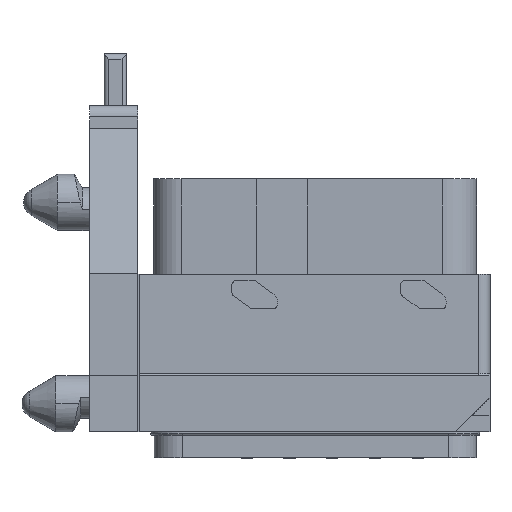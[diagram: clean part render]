
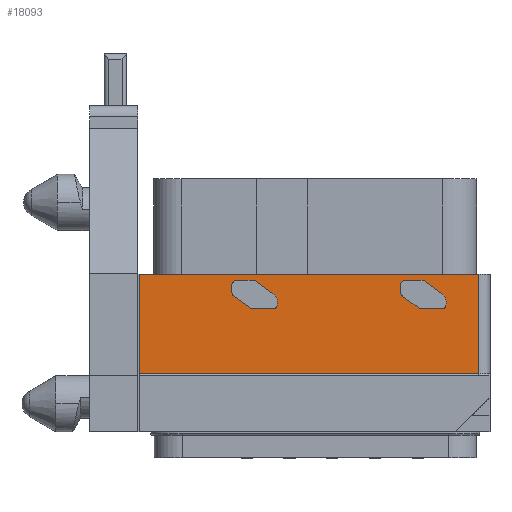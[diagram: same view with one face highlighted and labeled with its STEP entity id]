
A CAD part, front view. The second image highlights one B-rep face of the part: STEP entity #18093.
In plain terms, the highlighted planar face has unit normal (0, -1, 0).
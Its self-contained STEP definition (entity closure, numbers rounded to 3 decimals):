
#1952=DIRECTION('',(1.,0.,0.));
#1953=VECTOR('',#1952,30.2);
#1954=CARTESIAN_POINT('',(4.2,3.35,14.));
#1955=LINE('',#1954,#1953);
#2908=DIRECTION('',(-1.,0.,0.));
#2909=VECTOR('',#2908,30.2);
#2910=CARTESIAN_POINT('',(34.4,3.35,5.2));
#2911=LINE('',#2910,#2909);
#2912=DIRECTION('',(0.,0.,-1.));
#2913=VECTOR('',#2912,0.55);
#2914=CARTESIAN_POINT('',(12.45,3.35,13.));
#2915=LINE('',#2914,#2913);
#2916=DIRECTION('',(0.809,0.,-0.588));
#2917=VECTOR('',#2916,1.778);
#2918=CARTESIAN_POINT('',(12.656,3.35,12.045));
#2919=LINE('',#2918,#2917);
#2920=DIRECTION('',(1.,0.,0.));
#2921=VECTOR('',#2920,2.155);
#2922=CARTESIAN_POINT('',(14.095,3.35,11.));
#2923=LINE('',#2922,#2921);
#2924=CARTESIAN_POINT('',(16.25,3.35,11.2));
#2925=DIRECTION('',(0.,-1.,0.));
#2926=DIRECTION('',(0.,0.,-1.));
#2927=AXIS2_PLACEMENT_3D('',#2924,#2925,#2926);
#2929=CARTESIAN_POINT('',(15.507,3.35,11.496));
#2930=DIRECTION('',(0.,-1.,0.));
#2931=DIRECTION('',(0.929,0.,-0.37));
#2932=AXIS2_PLACEMENT_3D('',#2929,#2930,#2931);
#2934=DIRECTION('',(-0.809,0.,0.588));
#2935=VECTOR('',#2934,2.033);
#2936=CARTESIAN_POINT('',(16.095,3.35,12.305));
#2937=LINE('',#2936,#2935);
#2938=DIRECTION('',(-1.,0.,0.));
#2939=VECTOR('',#2938,1.5);
#2940=CARTESIAN_POINT('',(14.45,3.35,13.5));
#2941=LINE('',#2940,#2939);
#2942=CARTESIAN_POINT('',(12.95,3.35,13.));
#2943=DIRECTION('',(0.,-1.,0.));
#2944=DIRECTION('',(0.,0.,1.));
#2945=AXIS2_PLACEMENT_3D('',#2942,#2943,#2944);
#2947=DIRECTION('',(0.,0.,-1.));
#2948=VECTOR('',#2947,0.55);
#2949=CARTESIAN_POINT('',(27.45,3.35,13.));
#2950=LINE('',#2949,#2948);
#2951=DIRECTION('',(0.809,0.,-0.588));
#2952=VECTOR('',#2951,1.778);
#2953=CARTESIAN_POINT('',(27.656,3.35,12.045));
#2954=LINE('',#2953,#2952);
#2955=DIRECTION('',(1.,0.,0.));
#2956=VECTOR('',#2955,2.155);
#2957=CARTESIAN_POINT('',(29.095,3.35,11.));
#2958=LINE('',#2957,#2956);
#2959=CARTESIAN_POINT('',(31.25,3.35,11.2));
#2960=DIRECTION('',(0.,-1.,0.));
#2961=DIRECTION('',(0.,0.,-1.));
#2962=AXIS2_PLACEMENT_3D('',#2959,#2960,#2961);
#2964=CARTESIAN_POINT('',(30.507,3.35,11.496));
#2965=DIRECTION('',(0.,-1.,0.));
#2966=DIRECTION('',(0.929,0.,-0.37));
#2967=AXIS2_PLACEMENT_3D('',#2964,#2965,#2966);
#2969=DIRECTION('',(-0.809,0.,0.588));
#2970=VECTOR('',#2969,2.033);
#2971=CARTESIAN_POINT('',(31.095,3.35,12.305));
#2972=LINE('',#2971,#2970);
#2973=DIRECTION('',(-1.,0.,0.));
#2974=VECTOR('',#2973,1.5);
#2975=CARTESIAN_POINT('',(29.45,3.35,13.5));
#2976=LINE('',#2975,#2974);
#2977=CARTESIAN_POINT('',(27.95,3.35,13.));
#2978=DIRECTION('',(0.,-1.,0.));
#2979=DIRECTION('',(0.,0.,1.));
#2980=AXIS2_PLACEMENT_3D('',#2977,#2978,#2979);
#2982=DIRECTION('',(0.,0.,1.));
#2983=VECTOR('',#2982,8.8);
#2984=CARTESIAN_POINT('',(4.2,3.35,5.2));
#2985=LINE('',#2984,#2983);
#3019=DIRECTION('',(0.,0.,-1.));
#3020=VECTOR('',#3019,8.8);
#3021=CARTESIAN_POINT('',(34.4,3.35,14.));
#3022=LINE('',#3021,#3020);
#3040=CARTESIAN_POINT('',(12.95,3.35,12.45));
#3041=DIRECTION('',(0.,1.,0.));
#3042=DIRECTION('',(-0.588,0.,-0.809));
#3043=AXIS2_PLACEMENT_3D('',#3040,#3041,#3042);
#3121=CARTESIAN_POINT('',(27.95,3.35,12.45));
#3122=DIRECTION('',(0.,1.,0.));
#3123=DIRECTION('',(-0.588,0.,-0.809));
#3124=AXIS2_PLACEMENT_3D('',#3121,#3122,#3123);
#12047=CARTESIAN_POINT('',(4.2,3.35,14.));
#12048=VERTEX_POINT('',#12047);
#12061=CARTESIAN_POINT('',(34.4,3.35,14.));
#12063=VERTEX_POINT('',#12061);
#12099=CARTESIAN_POINT('',(14.45,3.35,13.5));
#12100=CARTESIAN_POINT('',(12.95,3.35,13.5));
#12101=VERTEX_POINT('',#12099);
#12102=VERTEX_POINT('',#12100);
#12103=CARTESIAN_POINT('',(12.45,3.35,13.));
#12104=VERTEX_POINT('',#12103);
#12105=CARTESIAN_POINT('',(14.095,3.35,11.));
#12106=CARTESIAN_POINT('',(16.25,3.35,11.));
#12107=VERTEX_POINT('',#12105);
#12108=VERTEX_POINT('',#12106);
#12109=CARTESIAN_POINT('',(16.436,3.35,11.126));
#12110=VERTEX_POINT('',#12109);
#12111=CARTESIAN_POINT('',(16.095,3.35,12.305));
#12112=VERTEX_POINT('',#12111);
#12114=CARTESIAN_POINT('',(12.656,3.35,12.045));
#12116=VERTEX_POINT('',#12114);
#12118=CARTESIAN_POINT('',(12.45,3.35,12.45));
#12120=VERTEX_POINT('',#12118);
#12135=CARTESIAN_POINT('',(29.45,3.35,13.5));
#12136=CARTESIAN_POINT('',(27.95,3.35,13.5));
#12137=VERTEX_POINT('',#12135);
#12138=VERTEX_POINT('',#12136);
#12139=CARTESIAN_POINT('',(27.45,3.35,13.));
#12140=VERTEX_POINT('',#12139);
#12141=CARTESIAN_POINT('',(29.095,3.35,11.));
#12142=CARTESIAN_POINT('',(31.25,3.35,11.));
#12143=VERTEX_POINT('',#12141);
#12144=VERTEX_POINT('',#12142);
#12145=CARTESIAN_POINT('',(31.436,3.35,11.126));
#12146=VERTEX_POINT('',#12145);
#12147=CARTESIAN_POINT('',(31.095,3.35,12.305));
#12148=VERTEX_POINT('',#12147);
#12150=CARTESIAN_POINT('',(27.656,3.35,12.045));
#12152=VERTEX_POINT('',#12150);
#12154=CARTESIAN_POINT('',(27.45,3.35,12.45));
#12156=VERTEX_POINT('',#12154);
#12650=CARTESIAN_POINT('',(34.4,3.35,5.2));
#12651=CARTESIAN_POINT('',(4.2,3.35,5.2));
#12652=VERTEX_POINT('',#12650);
#12653=VERTEX_POINT('',#12651);
#18040=CARTESIAN_POINT('',(35.4,3.35,14.));
#18041=DIRECTION('',(0.,1.,0.));
#18042=DIRECTION('',(-1.,0.,0.));
#18043=AXIS2_PLACEMENT_3D('',#18040,#18041,#18042);
#18044=PLANE('',#18043);
#18045=ORIENTED_EDGE('',*,*,#18031,.T.);
#18047=ORIENTED_EDGE('',*,*,#18046,.T.);
#18048=ORIENTED_EDGE('',*,*,#17003,.T.);
#18050=ORIENTED_EDGE('',*,*,#18049,.T.);
#18051=EDGE_LOOP('',(#18045,#18047,#18048,#18050));
#18052=FACE_OUTER_BOUND('',#18051,.F.);
#18054=ORIENTED_EDGE('',*,*,#18053,.T.);
#18056=ORIENTED_EDGE('',*,*,#18055,.F.);
#18058=ORIENTED_EDGE('',*,*,#18057,.T.);
#18060=ORIENTED_EDGE('',*,*,#18059,.T.);
#18062=ORIENTED_EDGE('',*,*,#18061,.T.);
#18064=ORIENTED_EDGE('',*,*,#18063,.T.);
#18066=ORIENTED_EDGE('',*,*,#18065,.T.);
#18068=ORIENTED_EDGE('',*,*,#18067,.T.);
#18070=ORIENTED_EDGE('',*,*,#18069,.T.);
#18071=EDGE_LOOP('',(#18054,#18056,#18058,#18060,#18062,#18064,#18066,#18068,
#18070));
#18072=FACE_BOUND('',#18071,.F.);
#18074=ORIENTED_EDGE('',*,*,#18073,.T.);
#18076=ORIENTED_EDGE('',*,*,#18075,.F.);
#18078=ORIENTED_EDGE('',*,*,#18077,.T.);
#18080=ORIENTED_EDGE('',*,*,#18079,.T.);
#18082=ORIENTED_EDGE('',*,*,#18081,.T.);
#18084=ORIENTED_EDGE('',*,*,#18083,.T.);
#18086=ORIENTED_EDGE('',*,*,#18085,.T.);
#18088=ORIENTED_EDGE('',*,*,#18087,.T.);
#18090=ORIENTED_EDGE('',*,*,#18089,.T.);
#18091=EDGE_LOOP('',(#18074,#18076,#18078,#18080,#18082,#18084,#18086,#18088,
#18090));
#18092=FACE_BOUND('',#18091,.F.);
#18093=ADVANCED_FACE('',(#18052,#18072,#18092),#18044,.F.);
#2928=CIRCLE('',#2927,0.2);
#2933=CIRCLE('',#2932,1.);
#2946=CIRCLE('',#2945,0.5);
#2963=CIRCLE('',#2962,0.2);
#2968=CIRCLE('',#2967,1.);
#2981=CIRCLE('',#2980,0.5);
#3044=CIRCLE('',#3043,0.5);
#3125=CIRCLE('',#3124,0.5);
#17003=EDGE_CURVE('',#12048,#12063,#1955,.T.);
#18031=EDGE_CURVE('',#12652,#12653,#2911,.T.);
#18046=EDGE_CURVE('',#12653,#12048,#2985,.T.);
#18049=EDGE_CURVE('',#12063,#12652,#3022,.T.);
#18053=EDGE_CURVE('',#12104,#12120,#2915,.T.);
#18055=EDGE_CURVE('',#12116,#12120,#3044,.T.);
#18057=EDGE_CURVE('',#12116,#12107,#2919,.T.);
#18059=EDGE_CURVE('',#12107,#12108,#2923,.T.);
#18061=EDGE_CURVE('',#12108,#12110,#2928,.T.);
#18063=EDGE_CURVE('',#12110,#12112,#2933,.T.);
#18065=EDGE_CURVE('',#12112,#12101,#2937,.T.);
#18067=EDGE_CURVE('',#12101,#12102,#2941,.T.);
#18069=EDGE_CURVE('',#12102,#12104,#2946,.T.);
#18073=EDGE_CURVE('',#12140,#12156,#2950,.T.);
#18075=EDGE_CURVE('',#12152,#12156,#3125,.T.);
#18077=EDGE_CURVE('',#12152,#12143,#2954,.T.);
#18079=EDGE_CURVE('',#12143,#12144,#2958,.T.);
#18081=EDGE_CURVE('',#12144,#12146,#2963,.T.);
#18083=EDGE_CURVE('',#12146,#12148,#2968,.T.);
#18085=EDGE_CURVE('',#12148,#12137,#2972,.T.);
#18087=EDGE_CURVE('',#12137,#12138,#2976,.T.);
#18089=EDGE_CURVE('',#12138,#12140,#2981,.T.);
